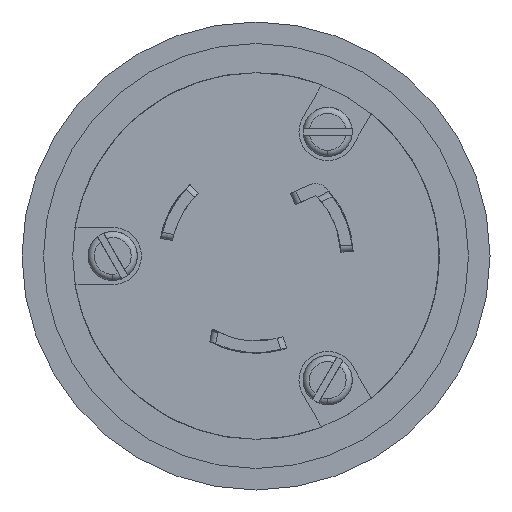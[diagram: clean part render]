
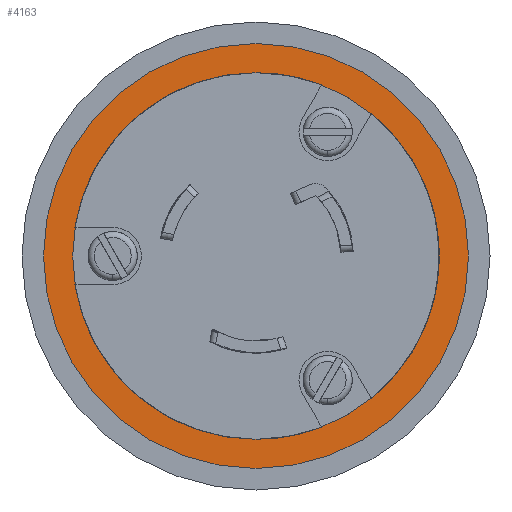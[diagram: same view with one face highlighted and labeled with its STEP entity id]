
A CAD part, front view. The second image highlights one B-rep face of the part: STEP entity #4163.
In plain terms, the highlighted planar face has unit normal (0, -1, 0).
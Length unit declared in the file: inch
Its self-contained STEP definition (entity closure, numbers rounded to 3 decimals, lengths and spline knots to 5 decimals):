
#235 = ORIENTED_EDGE ( 'NONE', *, *, #8580, .F. ) ;
#374 = VERTEX_POINT ( 'NONE', #2876 ) ;
#534 = AXIS2_PLACEMENT_3D ( 'NONE', #1407, #6543, #2147 ) ;
#588 = CARTESIAN_POINT ( 'NONE',  ( 0., 0., 0. ) ) ;
#675 = ORIENTED_EDGE ( 'NONE', *, *, #5258, .F. ) ;
#754 = DIRECTION ( 'NONE',  ( 0., 0., 1. ) ) ;
#866 = AXIS2_PLACEMENT_3D ( 'NONE', #9527, #5153, #754 ) ;
#1054 = AXIS2_PLACEMENT_3D ( 'NONE', #8337, #3922, #9072 ) ;
#1325 = DIRECTION ( 'NONE',  ( 0., 0., 1. ) ) ;
#1341 = CARTESIAN_POINT ( 'NONE',  ( 0., 0., -0.895 ) ) ;
#1349 = FACE_BOUND ( 'NONE', #4943, .T. ) ;
#1407 = CARTESIAN_POINT ( 'NONE',  ( 0., 0., 0. ) ) ;
#1479 = DIRECTION ( 'NONE',  ( 0., 1., 0. ) ) ;
#1547 = CARTESIAN_POINT ( 'NONE',  ( 0., 0., -1.0375 ) ) ;
#1596 = CIRCLE ( 'NONE', #534, 0.895 ) ;
#1702 = VERTEX_POINT ( 'NONE', #3667 ) ;
#1780 = AXIS2_PLACEMENT_3D ( 'NONE', #5857, #1479, #6609 ) ;
#2147 = DIRECTION ( 'NONE',  ( 0., 0., -1. ) ) ;
#2876 = CARTESIAN_POINT ( 'NONE',  ( 0., 0., 1.0375 ) ) ;
#3439 = VERTEX_POINT ( 'NONE', #1547 ) ;
#3658 = EDGE_CURVE ( 'NONE', #374, #3439, #4813, .T. ) ;
#3667 = CARTESIAN_POINT ( 'NONE',  ( 0., 0., 0.895 ) ) ;
#3922 = DIRECTION ( 'NONE',  ( 0., -1., 0. ) ) ;
#4163 = ADVANCED_FACE ( 'NONE', ( #1349, #8151 ), #6430, .F. ) ;
#4364 = AXIS2_PLACEMENT_3D ( 'NONE', #588, #5724, #1325 ) ;
#4529 = EDGE_CURVE ( 'NONE', #1702, #9432, #1596, .T. ) ;
#4813 = CIRCLE ( 'NONE', #866, 1.0375 ) ;
#4943 = EDGE_LOOP ( 'NONE', ( #235, #6840 ) ) ;
#5153 = DIRECTION ( 'NONE',  ( 0., 1., 0. ) ) ;
#5258 = EDGE_CURVE ( 'NONE', #3439, #374, #5432, .T. ) ;
#5432 = CIRCLE ( 'NONE', #1780, 1.0375 ) ;
#5724 = DIRECTION ( 'NONE',  ( 0., 1., 0. ) ) ;
#5857 = CARTESIAN_POINT ( 'NONE',  ( 0., 0., 0. ) ) ;
#6430 = PLANE ( 'NONE',  #4364 ) ;
#6543 = DIRECTION ( 'NONE',  ( 0., -1., 0. ) ) ;
#6609 = DIRECTION ( 'NONE',  ( 0., 0., 1. ) ) ;
#6840 = ORIENTED_EDGE ( 'NONE', *, *, #4529, .F. ) ;
#8151 = FACE_OUTER_BOUND ( 'NONE', #8776, .T. ) ;
#8337 = CARTESIAN_POINT ( 'NONE',  ( 0., 0., 0. ) ) ;
#8454 = CIRCLE ( 'NONE', #1054, 0.895 ) ;
#8580 = EDGE_CURVE ( 'NONE', #9432, #1702, #8454, .T. ) ;
#8776 = EDGE_LOOP ( 'NONE', ( #675, #9537 ) ) ;
#9072 = DIRECTION ( 'NONE',  ( 0., 0., -1. ) ) ;
#9432 = VERTEX_POINT ( 'NONE', #1341 ) ;
#9527 = CARTESIAN_POINT ( 'NONE',  ( 0., 0., 0. ) ) ;
#9537 = ORIENTED_EDGE ( 'NONE', *, *, #3658, .F. ) ;
